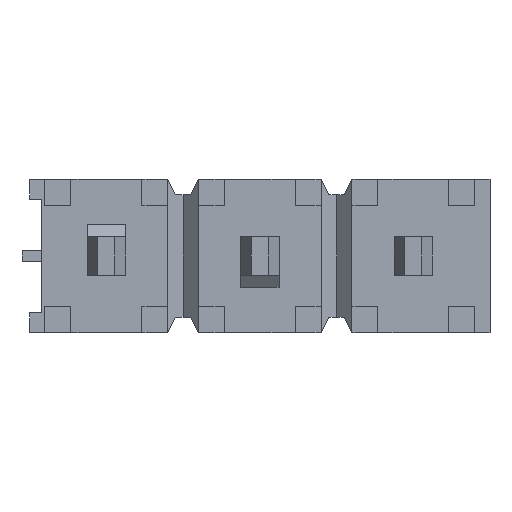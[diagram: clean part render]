
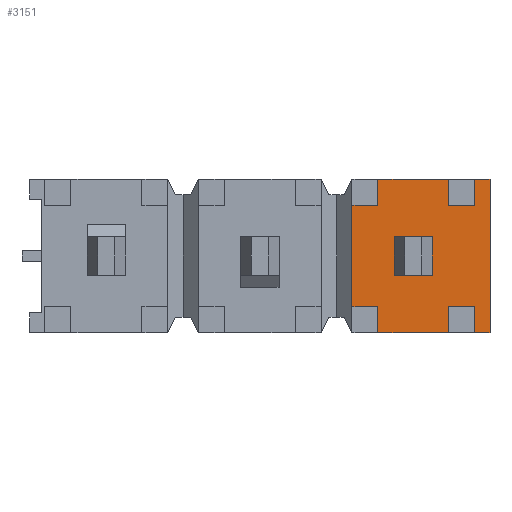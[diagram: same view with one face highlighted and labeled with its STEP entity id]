
A CAD part, front view. The second image highlights one B-rep face of the part: STEP entity #3151.
In plain terms, the highlighted planar face has unit normal (0, -1, 0).
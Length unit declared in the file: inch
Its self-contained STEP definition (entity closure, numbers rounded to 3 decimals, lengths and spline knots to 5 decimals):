
#443=ORIENTED_EDGE('',*,*,#1161,.T.);
#444=ORIENTED_EDGE('',*,*,#990,.T.);
#445=ORIENTED_EDGE('',*,*,#1084,.T.);
#446=ORIENTED_EDGE('',*,*,#1179,.T.);
#447=ORIENTED_EDGE('',*,*,#1103,.F.);
#448=ORIENTED_EDGE('',*,*,#986,.T.);
#449=ORIENTED_EDGE('',*,*,#1108,.T.);
#450=ORIENTED_EDGE('',*,*,#1180,.T.);
#451=ORIENTED_EDGE('',*,*,#963,.F.);
#452=ORIENTED_EDGE('',*,*,#1181,.F.);
#453=ORIENTED_EDGE('',*,*,#1109,.T.);
#454=ORIENTED_EDGE('',*,*,#1031,.T.);
#455=ORIENTED_EDGE('',*,*,#1106,.F.);
#456=ORIENTED_EDGE('',*,*,#1182,.F.);
#457=ORIENTED_EDGE('',*,*,#1085,.T.);
#458=ORIENTED_EDGE('',*,*,#1027,.T.);
#459=ORIENTED_EDGE('',*,*,#1141,.F.);
#460=ORIENTED_EDGE('',*,*,#1118,.F.);
#461=ORIENTED_EDGE('',*,*,#1115,.F.);
#462=ORIENTED_EDGE('',*,*,#1112,.F.);
#963=EDGE_CURVE('',#1404,#1398,#1691,.T.);
#986=EDGE_CURVE('',#1423,#1422,#1714,.T.);
#990=EDGE_CURVE('',#1427,#1426,#1718,.T.);
#1027=EDGE_CURVE('',#1452,#1451,#1755,.T.);
#1031=EDGE_CURVE('',#1456,#1455,#1759,.T.);
#1084=EDGE_CURVE('',#1426,#1485,#1812,.T.);
#1085=EDGE_CURVE('',#1486,#1452,#1813,.T.);
#1103=EDGE_CURVE('',#1423,#1495,#1831,.T.);
#1106=EDGE_CURVE('',#1496,#1455,#1834,.T.);
#1108=EDGE_CURVE('',#1422,#1497,#1836,.T.);
#1109=EDGE_CURVE('',#1498,#1456,#1837,.T.);
#1112=EDGE_CURVE('',#1500,#1501,#1840,.T.);
#1115=EDGE_CURVE('',#1501,#1503,#1843,.T.);
#1118=EDGE_CURVE('',#1503,#1505,#1846,.T.);
#1141=EDGE_CURVE('',#1505,#1500,#1869,.T.);
#1161=EDGE_CURVE('',#1451,#1427,#1889,.T.);
#1179=EDGE_CURVE('',#1485,#1495,#1907,.T.);
#1180=EDGE_CURVE('',#1497,#1398,#1908,.T.);
#1181=EDGE_CURVE('',#1498,#1404,#1909,.T.);
#1182=EDGE_CURVE('',#1486,#1496,#1910,.T.);
#1398=VERTEX_POINT('',#4317);
#1404=VERTEX_POINT('',#4329);
#1422=VERTEX_POINT('',#4373);
#1423=VERTEX_POINT('',#4375);
#1426=VERTEX_POINT('',#4381);
#1427=VERTEX_POINT('',#4383);
#1451=VERTEX_POINT('',#4447);
#1452=VERTEX_POINT('',#4449);
#1455=VERTEX_POINT('',#4455);
#1456=VERTEX_POINT('',#4457);
#1485=VERTEX_POINT('',#4561);
#1486=VERTEX_POINT('',#4565);
#1495=VERTEX_POINT('',#4601);
#1496=VERTEX_POINT('',#4605);
#1497=VERTEX_POINT('',#4609);
#1498=VERTEX_POINT('',#4613);
#1500=VERTEX_POINT('',#4618);
#1501=VERTEX_POINT('',#4620);
#1503=VERTEX_POINT('',#4626);
#1505=VERTEX_POINT('',#4632);
#1691=LINE('',#4330,#2135);
#1714=LINE('',#4374,#2158);
#1718=LINE('',#4382,#2162);
#1755=LINE('',#4448,#2199);
#1759=LINE('',#4456,#2203);
#1812=LINE('',#4562,#2256);
#1813=LINE('',#4564,#2257);
#1831=LINE('',#4600,#2275);
#1834=LINE('',#4606,#2278);
#1836=LINE('',#4610,#2280);
#1837=LINE('',#4612,#2281);
#1840=LINE('',#4619,#2284);
#1843=LINE('',#4625,#2287);
#1846=LINE('',#4631,#2290);
#1869=LINE('',#4679,#2313);
#1889=LINE('',#4717,#2333);
#1907=LINE('',#4751,#2351);
#1908=LINE('',#4752,#2352);
#1909=LINE('',#4753,#2353);
#1910=LINE('',#4754,#2354);
#2135=VECTOR('',#3504,39.37008);
#2158=VECTOR('',#3533,39.37008);
#2162=VECTOR('',#3537,39.37008);
#2199=VECTOR('',#3582,39.37008);
#2203=VECTOR('',#3586,39.37008);
#2256=VECTOR('',#3685,39.37008);
#2257=VECTOR('',#3688,39.37008);
#2275=VECTOR('',#3724,39.37008);
#2278=VECTOR('',#3729,39.37008);
#2280=VECTOR('',#3733,39.37008);
#2281=VECTOR('',#3736,39.37008);
#2284=VECTOR('',#3741,39.37008);
#2287=VECTOR('',#3746,39.37008);
#2290=VECTOR('',#3751,39.37008);
#2313=VECTOR('',#3788,39.37008);
#2333=VECTOR('',#3820,39.37008);
#2351=VECTOR('',#3862,39.37008);
#2352=VECTOR('',#3863,39.37008);
#2353=VECTOR('',#3864,39.37008);
#2354=VECTOR('',#3865,39.37008);
#2617=EDGE_LOOP('',(#443,#444,#445,#446,#447,#448,#449,#450,#451,#452,#453,
#454,#455,#456,#457,#458));
#2618=EDGE_LOOP('',(#459,#460,#461,#462));
#2801=FACE_BOUND('',#2617,.T.);
#2802=FACE_BOUND('',#2618,.T.);
#2980=PLANE('',#3348);
#3151=ADVANCED_FACE('',(#2801,#2802),#2980,.T.);
#3348=AXIS2_PLACEMENT_3D('',#4750,#3860,#3861);
#3504=DIRECTION('',(0.,0.,1.));
#3533=DIRECTION('',(-1.,0.,0.));
#3537=DIRECTION('',(-1.,0.,0.));
#3582=DIRECTION('',(1.,0.,0.));
#3586=DIRECTION('',(1.,0.,0.));
#3685=DIRECTION('',(0.,0.,-1.));
#3688=DIRECTION('',(0.,0.,-1.));
#3724=DIRECTION('',(0.,0.,-1.));
#3729=DIRECTION('',(0.,0.,-1.));
#3733=DIRECTION('',(0.,0.,-1.));
#3736=DIRECTION('',(0.,0.,-1.));
#3741=DIRECTION('',(1.,0.,0.));
#3746=DIRECTION('',(0.,0.,1.));
#3751=DIRECTION('',(-1.,0.,0.));
#3788=DIRECTION('',(0.,0.,-1.));
#3820=DIRECTION('',(0.,0.,1.));
#3860=DIRECTION('',(0.,-1.,0.));
#3861=DIRECTION('',(0.,0.,-1.));
#3862=DIRECTION('',(-1.,0.,0.));
#3863=DIRECTION('',(-1.,0.,0.));
#3864=DIRECTION('',(-1.,0.,0.));
#3865=DIRECTION('',(-1.,0.,0.));
#4317=CARTESIAN_POINT('',(0.06,0.02,0.033));
#4329=CARTESIAN_POINT('',(0.06,0.02,-0.033));
#4330=CARTESIAN_POINT('',(0.06,0.02,0.3));
#4373=CARTESIAN_POINT('',(0.07688,0.02,0.05));
#4374=CARTESIAN_POINT('',(-0.15,0.02,0.05));
#4375=CARTESIAN_POINT('',(0.12312,0.02,0.05));
#4381=CARTESIAN_POINT('',(0.14012,0.02,0.05));
#4382=CARTESIAN_POINT('',(-0.15,0.02,0.05));
#4383=CARTESIAN_POINT('',(0.15,0.02,0.05));
#4447=CARTESIAN_POINT('',(0.15,0.02,-0.05));
#4448=CARTESIAN_POINT('',(0.15,0.02,-0.05));
#4449=CARTESIAN_POINT('',(0.14012,0.02,-0.05));
#4455=CARTESIAN_POINT('',(0.12312,0.02,-0.05));
#4456=CARTESIAN_POINT('',(0.15,0.02,-0.05));
#4457=CARTESIAN_POINT('',(0.07688,0.02,-0.05));
#4561=CARTESIAN_POINT('',(0.14012,0.02,0.033));
#4562=CARTESIAN_POINT('',(0.14012,0.02,0.1));
#4564=CARTESIAN_POINT('',(0.14012,0.02,0.1));
#4565=CARTESIAN_POINT('',(0.14012,0.02,-0.033));
#4600=CARTESIAN_POINT('',(0.12312,0.02,0.1));
#4601=CARTESIAN_POINT('',(0.12312,0.02,0.033));
#4605=CARTESIAN_POINT('',(0.12312,0.02,-0.033));
#4606=CARTESIAN_POINT('',(0.12312,0.02,0.1));
#4609=CARTESIAN_POINT('',(0.07688,0.02,0.033));
#4610=CARTESIAN_POINT('',(0.07688,0.02,0.1));
#4612=CARTESIAN_POINT('',(0.07688,0.02,0.1));
#4613=CARTESIAN_POINT('',(0.07688,0.02,-0.033));
#4618=CARTESIAN_POINT('',(0.0875,0.02,-0.0125));
#4619=CARTESIAN_POINT('',(0.1125,0.02,-0.0125));
#4620=CARTESIAN_POINT('',(0.1125,0.02,-0.0125));
#4625=CARTESIAN_POINT('',(0.1125,0.02,0.0125));
#4626=CARTESIAN_POINT('',(0.1125,0.02,0.0125));
#4631=CARTESIAN_POINT('',(0.0875,0.02,0.0125));
#4632=CARTESIAN_POINT('',(0.0875,0.02,0.0125));
#4679=CARTESIAN_POINT('',(0.0875,0.02,-0.0125));
#4717=CARTESIAN_POINT('',(0.15,0.02,0.05));
#4750=CARTESIAN_POINT('',(0.18637,0.02,0.1));
#4751=CARTESIAN_POINT('',(0.3,0.02,0.033));
#4752=CARTESIAN_POINT('',(0.3,0.02,0.033));
#4753=CARTESIAN_POINT('',(0.3,0.02,-0.033));
#4754=CARTESIAN_POINT('',(0.3,0.02,-0.033));
